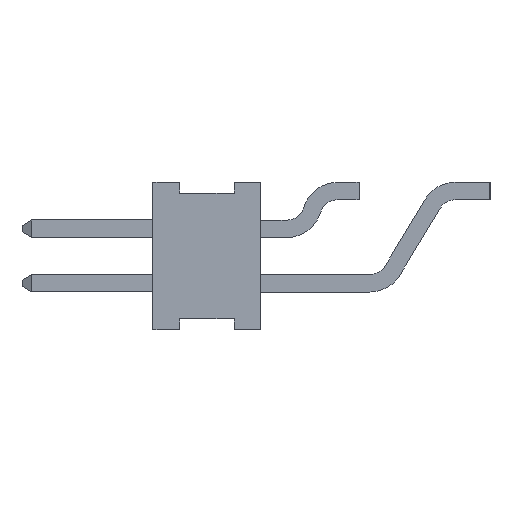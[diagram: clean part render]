
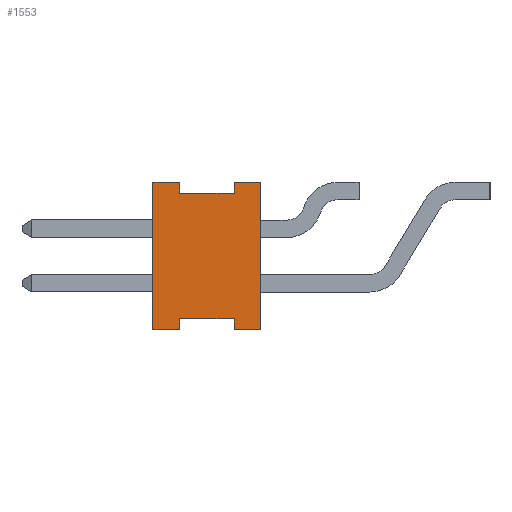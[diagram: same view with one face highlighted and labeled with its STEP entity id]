
A CAD part, left-side view. The second image highlights one B-rep face of the part: STEP entity #1553.
In plain terms, the highlighted planar face has unit normal (-1, 0, 0).
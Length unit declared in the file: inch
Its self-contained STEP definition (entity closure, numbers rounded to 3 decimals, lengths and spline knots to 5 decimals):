
#1553 = ADVANCED_FACE( '', ( #3852 ), #3853, .F. );
#3852 = FACE_OUTER_BOUND( '', #6994, .T. );
#3853 = PLANE( '', #6995 );
#6994 = EDGE_LOOP( '', ( #11605, #11606, #11607, #11608, #11609, #11610, #11611, #11612, #11613, #11614, #11615, #11616 ) );
#6995 = AXIS2_PLACEMENT_3D( '', #11617, #11618, #11619 );
#11605 = ORIENTED_EDGE( '', *, *, #20603, .F. );
#11606 = ORIENTED_EDGE( '', *, *, #20604, .F. );
#11607 = ORIENTED_EDGE( '', *, *, #20605, .T. );
#11608 = ORIENTED_EDGE( '', *, *, #20606, .T. );
#11609 = ORIENTED_EDGE( '', *, *, #20607, .F. );
#11610 = ORIENTED_EDGE( '', *, *, #20608, .F. );
#11611 = ORIENTED_EDGE( '', *, *, #20609, .F. );
#11612 = ORIENTED_EDGE( '', *, *, #20610, .F. );
#11613 = ORIENTED_EDGE( '', *, *, #20611, .F. );
#11614 = ORIENTED_EDGE( '', *, *, #20612, .F. );
#11615 = ORIENTED_EDGE( '', *, *, #20613, .T. );
#11616 = ORIENTED_EDGE( '', *, *, #19523, .F. );
#11617 = CARTESIAN_POINT( '', ( -0.5, 0.099, -0.0675 ) );
#11618 = DIRECTION( '', ( 1., 0., 0. ) );
#11619 = DIRECTION( '', ( 0., 0., -1. ) );
#19523 = EDGE_CURVE( '', #23630, #23631, #23632, .T. );
#20603 = EDGE_CURVE( '', #25490, #23630, #25491, .T. );
#20604 = EDGE_CURVE( '', #25492, #25490, #25493, .T. );
#20605 = EDGE_CURVE( '', #25492, #25494, #25495, .T. );
#20606 = EDGE_CURVE( '', #25494, #25496, #25497, .T. );
#20607 = EDGE_CURVE( '', #25498, #25496, #25499, .T. );
#20608 = EDGE_CURVE( '', #25500, #25498, #25501, .T. );
#20609 = EDGE_CURVE( '', #25502, #25500, #25503, .T. );
#20610 = EDGE_CURVE( '', #25504, #25502, #25505, .T. );
#20611 = EDGE_CURVE( '', #25506, #25504, #25507, .T. );
#20612 = EDGE_CURVE( '', #25508, #25506, #25509, .T. );
#20613 = EDGE_CURVE( '', #25508, #23631, #25510, .T. );
#23630 = VERTEX_POINT( '', #29578 );
#23631 = VERTEX_POINT( '', #29579 );
#23632 = LINE( '', #29580, #29581 );
#25490 = VERTEX_POINT( '', #32242 );
#25491 = LINE( '', #32243, #32244 );
#25492 = VERTEX_POINT( '', #32245 );
#25493 = LINE( '', #32246, #32247 );
#25494 = VERTEX_POINT( '', #32248 );
#25495 = LINE( '', #32249, #32250 );
#25496 = VERTEX_POINT( '', #32251 );
#25497 = LINE( '', #32252, #32253 );
#25498 = VERTEX_POINT( '', #32254 );
#25499 = LINE( '', #32255, #32256 );
#25500 = VERTEX_POINT( '', #32257 );
#25501 = LINE( '', #32258, #32259 );
#25502 = VERTEX_POINT( '', #32260 );
#25503 = LINE( '', #32261, #32262 );
#25504 = VERTEX_POINT( '', #32263 );
#25505 = LINE( '', #32264, #32265 );
#25506 = VERTEX_POINT( '', #32266 );
#25507 = LINE( '', #32267, #32268 );
#25508 = VERTEX_POINT( '', #32269 );
#25509 = LINE( '', #32270, #32271 );
#25510 = LINE( '', #32272, #32273 );
#29578 = CARTESIAN_POINT( '', ( -0.5, 0.0745, -0.0575 ) );
#29579 = CARTESIAN_POINT( '', ( -0.5, 0.0745, -0.0675 ) );
#29580 = CARTESIAN_POINT( '', ( -0.5, 0.0745, -0.0575 ) );
#29581 = VECTOR( '', #37452, 39.37008 );
#32242 = CARTESIAN_POINT( '', ( -0.5, 0.0245, -0.0575 ) );
#32243 = CARTESIAN_POINT( '', ( -0.5, 0.0245, -0.0575 ) );
#32244 = VECTOR( '', #38544, 39.37008 );
#32245 = CARTESIAN_POINT( '', ( -0.5, 0.0245, -0.0675 ) );
#32246 = CARTESIAN_POINT( '', ( -0.5, 0.0245, -0.0675 ) );
#32247 = VECTOR( '', #38545, 39.37008 );
#32248 = CARTESIAN_POINT( '', ( -0.5, 0., -0.0675 ) );
#32249 = CARTESIAN_POINT( '', ( -0.5, 0.099, -0.0675 ) );
#32250 = VECTOR( '', #38546, 39.37008 );
#32251 = CARTESIAN_POINT( '', ( -0.5, 0., 0.0675 ) );
#32252 = CARTESIAN_POINT( '', ( -0.5, 0., -0.0675 ) );
#32253 = VECTOR( '', #38547, 39.37008 );
#32254 = CARTESIAN_POINT( '', ( -0.5, 0.0245, 0.0675 ) );
#32255 = CARTESIAN_POINT( '', ( -0.5, 0.099, 0.0675 ) );
#32256 = VECTOR( '', #38548, 39.37008 );
#32257 = CARTESIAN_POINT( '', ( -0.5, 0.0245, 0.0575 ) );
#32258 = CARTESIAN_POINT( '', ( -0.5, 0.0245, 0.0575 ) );
#32259 = VECTOR( '', #38549, 39.37008 );
#32260 = CARTESIAN_POINT( '', ( -0.5, 0.0745, 0.0575 ) );
#32261 = CARTESIAN_POINT( '', ( -0.5, 0.0745, 0.0575 ) );
#32262 = VECTOR( '', #38550, 39.37008 );
#32263 = CARTESIAN_POINT( '', ( -0.5, 0.0745, 0.0675 ) );
#32264 = CARTESIAN_POINT( '', ( -0.5, 0.0745, 0.0675 ) );
#32265 = VECTOR( '', #38551, 39.37008 );
#32266 = CARTESIAN_POINT( '', ( -0.5, 0.099, 0.0675 ) );
#32267 = CARTESIAN_POINT( '', ( -0.5, 0.099, 0.0675 ) );
#32268 = VECTOR( '', #38552, 39.37008 );
#32269 = CARTESIAN_POINT( '', ( -0.5, 0.099, -0.0675 ) );
#32270 = CARTESIAN_POINT( '', ( -0.5, 0.099, -0.0675 ) );
#32271 = VECTOR( '', #38553, 39.37008 );
#32272 = CARTESIAN_POINT( '', ( -0.5, 0.099, -0.0675 ) );
#32273 = VECTOR( '', #38554, 39.37008 );
#37452 = DIRECTION( '', ( 0., 0., -1. ) );
#38544 = DIRECTION( '', ( 0., 1., 0. ) );
#38545 = DIRECTION( '', ( 0., 0., 1. ) );
#38546 = DIRECTION( '', ( 0., -1., 0. ) );
#38547 = DIRECTION( '', ( 0., 0., 1. ) );
#38548 = DIRECTION( '', ( 0., -1., 0. ) );
#38549 = DIRECTION( '', ( 0., 0., 1. ) );
#38550 = DIRECTION( '', ( 0., -1., 0. ) );
#38551 = DIRECTION( '', ( 0., 0., -1. ) );
#38552 = DIRECTION( '', ( 0., -1., 0. ) );
#38553 = DIRECTION( '', ( 0., 0., 1. ) );
#38554 = DIRECTION( '', ( 0., -1., 0. ) );
